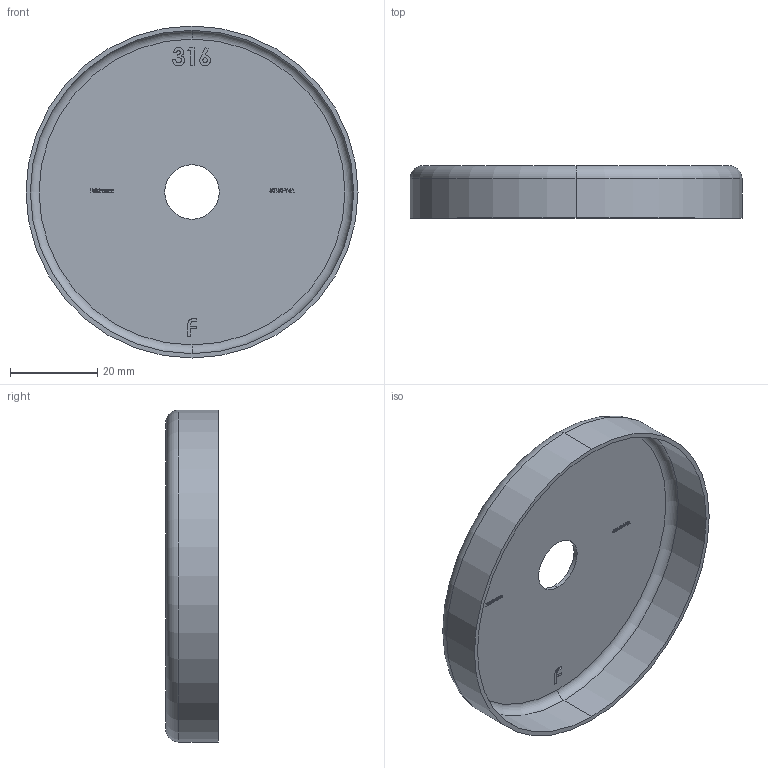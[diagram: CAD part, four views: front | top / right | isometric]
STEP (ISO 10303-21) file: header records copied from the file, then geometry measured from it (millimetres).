
FILE_DESCRIPTION (( 'STEP AP203' ), '1' );
FILE_NAME ('50150-V4A.step', '2020-11-05T12:45:09', ( '' ), ( '' ), 'SwSTEP 2.0', 'SolidWorks 2018', '' );
FILE_SCHEMA (( 'CONFIG_CONTROL_DESIGN' ));
Length unit declared in the file: millimetre
Products named in the file (2): 50150-V4A
Bounding box: 76 x 12 x 76 mm (x, y, z)
Volume: 6747.7 mm3; surface area: 13787.8 mm2
Topology: 1 solids, 1 shells, 276 faces, 728 edges, 484 vertices
Faces by surface type: plane 161, bspline 105, cylinder 6, torus 4
Entity records: 14393 total; most frequent: CARTESIAN_POINT 8099, ORIENTED_EDGE 1456, DIRECTION 884, EDGE_CURVE 728, LINE 498, VECTOR 498, VERTEX_POINT 484, EDGE_LOOP 308
